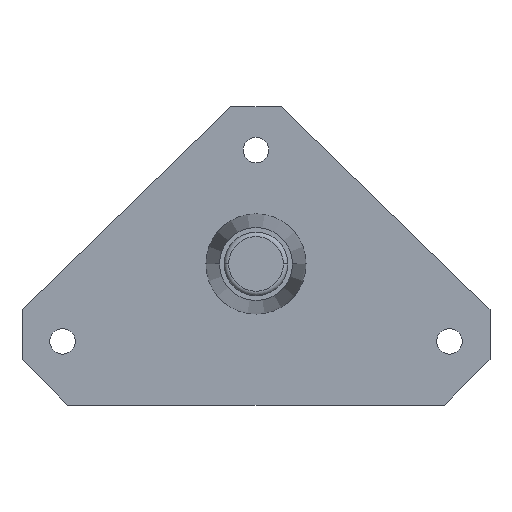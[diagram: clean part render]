
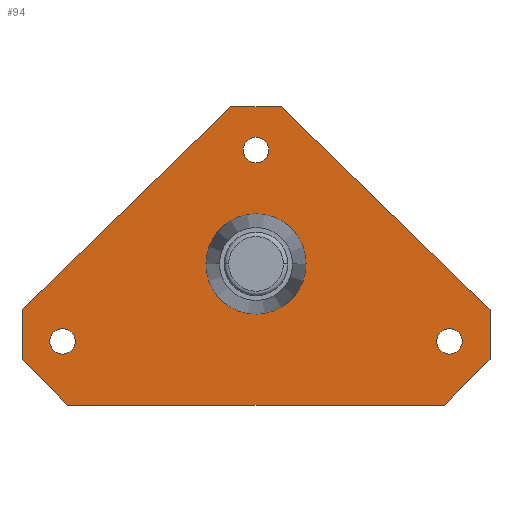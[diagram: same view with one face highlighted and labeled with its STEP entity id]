
A CAD part, front view. The second image highlights one B-rep face of the part: STEP entity #94.
In plain terms, the highlighted planar face has unit normal (0, -1, 0).
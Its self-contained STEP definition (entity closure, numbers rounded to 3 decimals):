
#8 = CARTESIAN_POINT ( 'NONE',  ( -41.4, 147., -31. ) ) ;
#24 = LINE ( 'NONE', #673, #667 ) ;
#25 = CARTESIAN_POINT ( 'NONE',  ( 51.4, 147., -10. ) ) ;
#35 = CIRCLE ( 'NONE', #90, 2.8 ) ;
#40 = EDGE_LOOP ( 'NONE', ( #572, #497, #554, #702, #46, #177, #237, #507 ) ) ;
#44 = DIRECTION ( 'NONE',  ( -1., 0., 0. ) ) ;
#46 = ORIENTED_EDGE ( 'NONE', *, *, #541, .F. ) ;
#55 = EDGE_LOOP ( 'NONE', ( #578, #381 ) ) ;
#59 = CIRCLE ( 'NONE', #735, 2.8 ) ;
#65 = CARTESIAN_POINT ( 'NONE',  ( 5.5, 147., 34.5 ) ) ;
#67 = DIRECTION ( 'NONE',  ( -0.707, 0., 0.707 ) ) ;
#72 = LINE ( 'NONE', #340, #159 ) ;
#82 = DIRECTION ( 'NONE',  ( 0., -1., 0. ) ) ;
#84 = DIRECTION ( 'NONE',  ( -0.707, 0., -0.707 ) ) ;
#90 = AXIS2_PLACEMENT_3D ( 'NONE', #468, #208, #394 ) ;
#94 = ADVANCED_FACE ( 'NONE', ( #288, #543, #803, #224 ), #481, .T. ) ;
#106 = DIRECTION ( 'NONE',  ( 0., 0., 1. ) ) ;
#124 = EDGE_CURVE ( 'NONE', #302, #435, #801, .T. ) ;
#125 = CARTESIAN_POINT ( 'NONE',  ( -51.4, 147., -10. ) ) ;
#131 = DIRECTION ( 'NONE',  ( 0., 1., 0. ) ) ;
#137 = DIRECTION ( 'NONE',  ( 0., 0., -1. ) ) ;
#159 = VECTOR ( 'NONE', #599, 1000. ) ;
#161 = VECTOR ( 'NONE', #106, 1000. ) ;
#167 = LINE ( 'NONE', #418, #161 ) ;
#171 = CARTESIAN_POINT ( 'NONE',  ( -5.5, 147., 34.5 ) ) ;
#174 = VERTEX_POINT ( 'NONE', #272 ) ;
#177 = ORIENTED_EDGE ( 'NONE', *, *, #399, .F. ) ;
#190 = CARTESIAN_POINT ( 'NONE',  ( 42.5, 147., -17. ) ) ;
#193 = EDGE_CURVE ( 'NONE', #247, #509, #221, .T. ) ;
#195 = LINE ( 'NONE', #662, #200 ) ;
#198 = AXIS2_PLACEMENT_3D ( 'NONE', #775, #261, #649 ) ;
#200 = VECTOR ( 'NONE', #716, 1000. ) ;
#201 = CARTESIAN_POINT ( 'NONE',  ( 2.8, 147., 25. ) ) ;
#202 = EDGE_CURVE ( 'NONE', #358, #309, #703, .T. ) ;
#208 = DIRECTION ( 'NONE',  ( 0., 1., 0. ) ) ;
#221 = CIRCLE ( 'NONE', #439, 2.8 ) ;
#224 = FACE_BOUND ( 'NONE', #308, .T. ) ;
#237 = ORIENTED_EDGE ( 'NONE', *, *, #202, .F. ) ;
#244 = DIRECTION ( 'NONE',  ( 0., 1., 0. ) ) ;
#247 = VERTEX_POINT ( 'NONE', #382 ) ;
#256 = DIRECTION ( 'NONE',  ( -1., 0., 0. ) ) ;
#259 = CARTESIAN_POINT ( 'NONE',  ( 42.5, 147., -17. ) ) ;
#261 = DIRECTION ( 'NONE',  ( 0., 1., 0. ) ) ;
#263 = DIRECTION ( 'NONE',  ( 0., 1., 0. ) ) ;
#264 = EDGE_CURVE ( 'NONE', #630, #358, #512, .T. ) ;
#266 = EDGE_CURVE ( 'NONE', #819, #755, #553, .T. ) ;
#271 = CARTESIAN_POINT ( 'NONE',  ( -41.4, 147., -31. ) ) ;
#272 = CARTESIAN_POINT ( 'NONE',  ( 51.4, 147., -21. ) ) ;
#288 = FACE_BOUND ( 'NONE', #55, .T. ) ;
#289 = EDGE_CURVE ( 'NONE', #509, #247, #59, .T. ) ;
#298 = CIRCLE ( 'NONE', #489, 2.8 ) ;
#302 = VERTEX_POINT ( 'NONE', #397 ) ;
#308 = EDGE_LOOP ( 'NONE', ( #808, #503 ) ) ;
#309 = VERTEX_POINT ( 'NONE', #25 ) ;
#331 = CARTESIAN_POINT ( 'NONE',  ( -42.5, 147., -17. ) ) ;
#340 = CARTESIAN_POINT ( 'NONE',  ( -51.4, 147., -10. ) ) ;
#343 = CARTESIAN_POINT ( 'NONE',  ( -51.4, 147., -21. ) ) ;
#347 = ORIENTED_EDGE ( 'NONE', *, *, #289, .T. ) ;
#358 = VERTEX_POINT ( 'NONE', #409 ) ;
#359 = VERTEX_POINT ( 'NONE', #343 ) ;
#381 = ORIENTED_EDGE ( 'NONE', *, *, #463, .T. ) ;
#382 = CARTESIAN_POINT ( 'NONE',  ( 45.3, 147., -17. ) ) ;
#383 = CARTESIAN_POINT ( 'NONE',  ( -2.8, 147., 25. ) ) ;
#394 = DIRECTION ( 'NONE',  ( -1., 0., 0. ) ) ;
#397 = CARTESIAN_POINT ( 'NONE',  ( -39.7, 147., -17. ) ) ;
#399 = EDGE_CURVE ( 'NONE', #309, #174, #736, .T. ) ;
#404 = CARTESIAN_POINT ( 'NONE',  ( -45.3, 147., -17. ) ) ;
#409 = CARTESIAN_POINT ( 'NONE',  ( 5.5, 147., 34.5 ) ) ;
#418 = CARTESIAN_POINT ( 'NONE',  ( -51.4, 147., -21. ) ) ;
#435 = VERTEX_POINT ( 'NONE', #404 ) ;
#439 = AXIS2_PLACEMENT_3D ( 'NONE', #190, #244, #256 ) ;
#448 = DIRECTION ( 'NONE',  ( 0.718, 0., -0.696 ) ) ;
#457 = CARTESIAN_POINT ( 'NONE',  ( -5.5, 147., 34.5 ) ) ;
#463 = EDGE_CURVE ( 'NONE', #435, #302, #35, .T. ) ;
#468 = CARTESIAN_POINT ( 'NONE',  ( -42.5, 147., -17. ) ) ;
#479 = VECTOR ( 'NONE', #448, 1000. ) ;
#481 = PLANE ( 'NONE',  #659 ) ;
#486 = EDGE_CURVE ( 'NONE', #814, #630, #72, .T. ) ;
#489 = AXIS2_PLACEMENT_3D ( 'NONE', #770, #131, #582 ) ;
#497 = ORIENTED_EDGE ( 'NONE', *, *, #603, .F. ) ;
#503 = ORIENTED_EDGE ( 'NONE', *, *, #266, .T. ) ;
#507 = ORIENTED_EDGE ( 'NONE', *, *, #264, .F. ) ;
#509 = VERTEX_POINT ( 'NONE', #727 ) ;
#512 = LINE ( 'NONE', #457, #802 ) ;
#513 = LINE ( 'NONE', #271, #684 ) ;
#525 = CARTESIAN_POINT ( 'NONE',  ( 51.4, 147., -10. ) ) ;
#541 = EDGE_CURVE ( 'NONE', #174, #820, #24, .T. ) ;
#543 = FACE_OUTER_BOUND ( 'NONE', #40, .T. ) ;
#553 = CIRCLE ( 'NONE', #198, 2.8 ) ;
#554 = ORIENTED_EDGE ( 'NONE', *, *, #690, .F. ) ;
#572 = ORIENTED_EDGE ( 'NONE', *, *, #486, .F. ) ;
#578 = ORIENTED_EDGE ( 'NONE', *, *, #124, .T. ) ;
#582 = DIRECTION ( 'NONE',  ( -1., 0., 0. ) ) ;
#589 = DIRECTION ( 'NONE',  ( 0., 1., 0. ) ) ;
#599 = DIRECTION ( 'NONE',  ( 0.718, 0., 0.696 ) ) ;
#603 = EDGE_CURVE ( 'NONE', #359, #814, #167, .T. ) ;
#630 = VERTEX_POINT ( 'NONE', #171 ) ;
#649 = DIRECTION ( 'NONE',  ( -1., 0., 0. ) ) ;
#652 = EDGE_CURVE ( 'NONE', #820, #712, #195, .T. ) ;
#654 = DIRECTION ( 'NONE',  ( 1., 0., 0. ) ) ;
#659 = AXIS2_PLACEMENT_3D ( 'NONE', #745, #82, #137 ) ;
#660 = CARTESIAN_POINT ( 'NONE',  ( 41.4, 147., -31. ) ) ;
#662 = CARTESIAN_POINT ( 'NONE',  ( 41.4, 147., -31. ) ) ;
#667 = VECTOR ( 'NONE', #84, 1000. ) ;
#673 = CARTESIAN_POINT ( 'NONE',  ( 51.4, 147., -21. ) ) ;
#684 = VECTOR ( 'NONE', #67, 1000. ) ;
#690 = EDGE_CURVE ( 'NONE', #712, #359, #513, .T. ) ;
#694 = VECTOR ( 'NONE', #786, 1000. ) ;
#702 = ORIENTED_EDGE ( 'NONE', *, *, #652, .F. ) ;
#703 = LINE ( 'NONE', #65, #479 ) ;
#707 = ORIENTED_EDGE ( 'NONE', *, *, #193, .T. ) ;
#712 = VERTEX_POINT ( 'NONE', #8 ) ;
#716 = DIRECTION ( 'NONE',  ( -1., 0., 0. ) ) ;
#724 = DIRECTION ( 'NONE',  ( -1., 0., 0. ) ) ;
#725 = AXIS2_PLACEMENT_3D ( 'NONE', #331, #263, #724 ) ;
#727 = CARTESIAN_POINT ( 'NONE',  ( 39.7, 147., -17. ) ) ;
#735 = AXIS2_PLACEMENT_3D ( 'NONE', #259, #589, #44 ) ;
#736 = LINE ( 'NONE', #525, #694 ) ;
#745 = CARTESIAN_POINT ( 'NONE',  ( 0., 147., 0. ) ) ;
#755 = VERTEX_POINT ( 'NONE', #201 ) ;
#759 = EDGE_LOOP ( 'NONE', ( #707, #347 ) ) ;
#770 = CARTESIAN_POINT ( 'NONE',  ( 0., 147., 25. ) ) ;
#775 = CARTESIAN_POINT ( 'NONE',  ( 0., 147., 25. ) ) ;
#786 = DIRECTION ( 'NONE',  ( 0., 0., -1. ) ) ;
#801 = CIRCLE ( 'NONE', #725, 2.8 ) ;
#802 = VECTOR ( 'NONE', #654, 1000. ) ;
#803 = FACE_BOUND ( 'NONE', #759, .T. ) ;
#808 = ORIENTED_EDGE ( 'NONE', *, *, #824, .T. ) ;
#814 = VERTEX_POINT ( 'NONE', #125 ) ;
#819 = VERTEX_POINT ( 'NONE', #383 ) ;
#820 = VERTEX_POINT ( 'NONE', #660 ) ;
#824 = EDGE_CURVE ( 'NONE', #755, #819, #298, .T. ) ;
